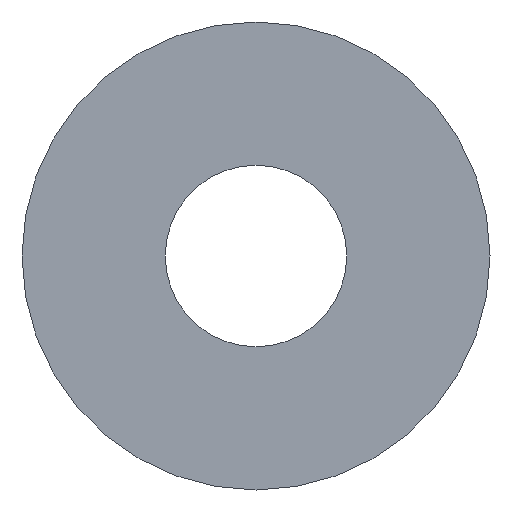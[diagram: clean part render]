
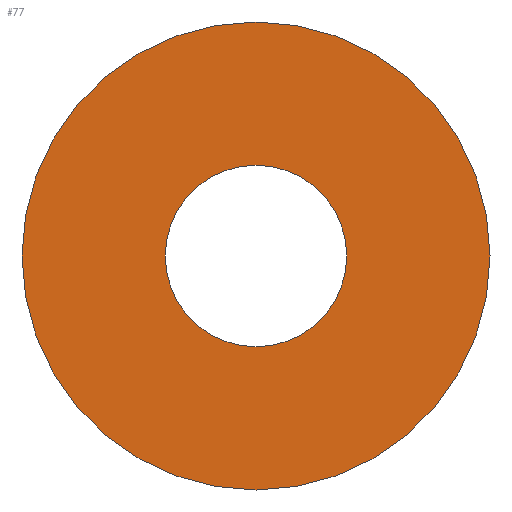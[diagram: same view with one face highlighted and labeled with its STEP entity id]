
A CAD part, front view. The second image highlights one B-rep face of the part: STEP entity #77.
In plain terms, the highlighted planar face has unit normal (0, -1, 0).
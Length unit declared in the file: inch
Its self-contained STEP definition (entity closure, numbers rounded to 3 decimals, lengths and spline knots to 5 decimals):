
#1 = PLANE ( 'NONE',  #5 ) ;
#2 = DIRECTION ( 'NONE',  ( 0., 0., 1. ) ) ;
#3 = DIRECTION ( 'NONE',  ( 0., 1., 0. ) ) ;
#4 = CARTESIAN_POINT ( 'NONE',  ( 0., -0.0625, 0. ) ) ;
#5 = AXIS2_PLACEMENT_3D ( 'NONE', #4, #3, #2 ) ;
#9 = CARTESIAN_POINT ( 'NONE',  ( 0., -0.0625, 0.097 ) ) ;
#22 = VERTEX_POINT ( 'NONE', #86 ) ;
#23 = ORIENTED_EDGE ( 'NONE', *, *, #90, .T. ) ;
#26 = VERTEX_POINT ( 'NONE', #85 ) ;
#28 = EDGE_CURVE ( 'NONE', #80, #34, #83, .T. ) ;
#32 = EDGE_CURVE ( 'NONE', #22, #26, #96, .T. ) ;
#34 = VERTEX_POINT ( 'NONE', #40 ) ;
#35 = ORIENTED_EDGE ( 'NONE', *, *, #32, .F. ) ;
#40 = CARTESIAN_POINT ( 'NONE',  ( 0., -0.0625, -0.097 ) ) ;
#42 = DIRECTION ( 'NONE',  ( 0., 0., 1. ) ) ;
#43 = DIRECTION ( 'NONE',  ( 0., 1., 0. ) ) ;
#45 = CIRCLE ( 'NONE', #110, 0.25 ) ;
#71 = ORIENTED_EDGE ( 'NONE', *, *, #73, .F. ) ;
#73 = EDGE_CURVE ( 'NONE', #26, #22, #45, .T. ) ;
#77 = ADVANCED_FACE ( 'NONE', ( #106, #101 ), #1, .F. ) ;
#80 = VERTEX_POINT ( 'NONE', #9 ) ;
#83 = CIRCLE ( 'NONE', #100, 0.097 ) ;
#84 = CARTESIAN_POINT ( 'NONE',  ( 0., -0.0625, 0. ) ) ;
#85 = CARTESIAN_POINT ( 'NONE',  ( 0., -0.0625, -0.25 ) ) ;
#86 = CARTESIAN_POINT ( 'NONE',  ( 0., -0.0625, 0.25 ) ) ;
#90 = EDGE_CURVE ( 'NONE', #34, #80, #197, .T. ) ;
#95 = AXIS2_PLACEMENT_3D ( 'NONE', #84, #43, #42 ) ;
#96 = CIRCLE ( 'NONE', #95, 0.25 ) ;
#97 = DIRECTION ( 'NONE',  ( 0., 0., 1. ) ) ;
#98 = DIRECTION ( 'NONE',  ( 0., 1., 0. ) ) ;
#99 = CARTESIAN_POINT ( 'NONE',  ( 0., -0.0625, 0. ) ) ;
#100 = AXIS2_PLACEMENT_3D ( 'NONE', #99, #98, #97 ) ;
#101 = FACE_BOUND ( 'NONE', #126, .T. ) ;
#106 = FACE_OUTER_BOUND ( 'NONE', #121, .T. ) ;
#107 = DIRECTION ( 'NONE',  ( 0., 0., 1. ) ) ;
#108 = DIRECTION ( 'NONE',  ( 0., 1., 0. ) ) ;
#109 = CARTESIAN_POINT ( 'NONE',  ( 0., -0.0625, 0. ) ) ;
#110 = AXIS2_PLACEMENT_3D ( 'NONE', #109, #108, #107 ) ;
#118 = ORIENTED_EDGE ( 'NONE', *, *, #28, .T. ) ;
#121 = EDGE_LOOP ( 'NONE', ( #71, #35 ) ) ;
#126 = EDGE_LOOP ( 'NONE', ( #23, #118 ) ) ;
#196 = AXIS2_PLACEMENT_3D ( 'NONE', #208, #227, #248 ) ;
#197 = CIRCLE ( 'NONE', #196, 0.097 ) ;
#208 = CARTESIAN_POINT ( 'NONE',  ( 0., -0.0625, 0. ) ) ;
#227 = DIRECTION ( 'NONE',  ( 0., 1., 0. ) ) ;
#248 = DIRECTION ( 'NONE',  ( 0., 0., 1. ) ) ;
